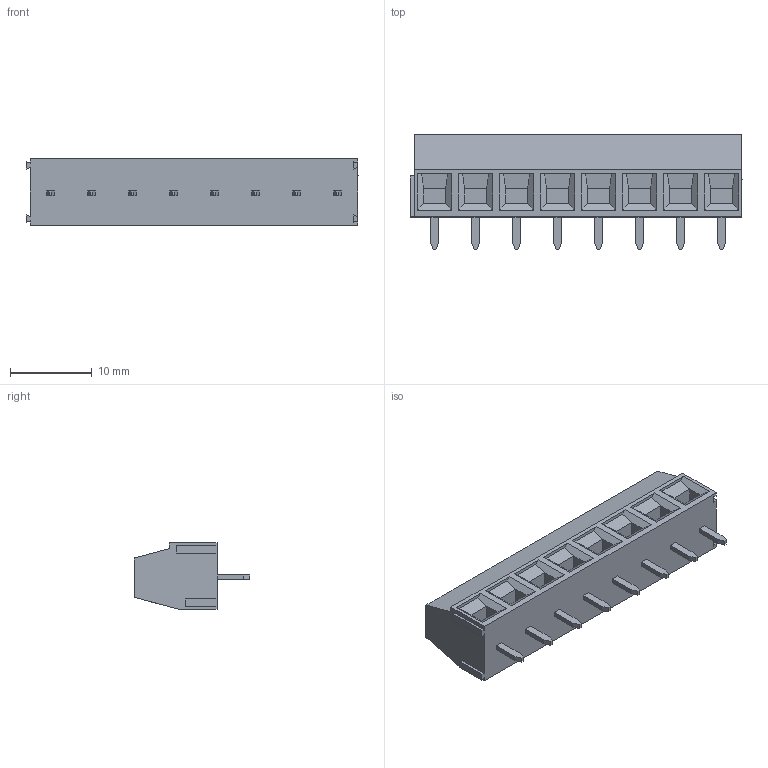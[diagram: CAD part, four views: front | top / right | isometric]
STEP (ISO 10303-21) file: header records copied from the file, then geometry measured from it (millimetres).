
FILE_DESCRIPTION (( 'STEP AP214' ), '1' );
FILE_NAME ('DG127-5.0-08P-4Y-00AH.STEP', '2021-01-02T22:14:29', ( '' ), ( '' ), 'SwSTEP 2.0', 'SolidWorks 2020', '' );
FILE_SCHEMA (( 'AUTOMOTIVE_DESIGN' ));
Length unit declared in the file: millimetre
Products named in the file (1): DG127-5.0-08P-4Y-00AH
Bounding box: 40.5 x 14.1 x 8.1 mm (x, y, z)
Volume: 2525.1 mm3; surface area: 2358.5 mm2
Topology: 1 solids, 1 shells, 611 faces, 1610 edges, 1060 vertices
Faces by surface type: plane 413, bspline 142, cylinder 32, torus 24
Entity records: 30928 total; most frequent: CARTESIAN_POINT 11672, ORIENTED_EDGE 3220, DIRECTION 2314, EDGE_CURVE 1610, LINE 1118, VECTOR 1118, VERTEX_POINT 1060, EDGE_LOOP 670
